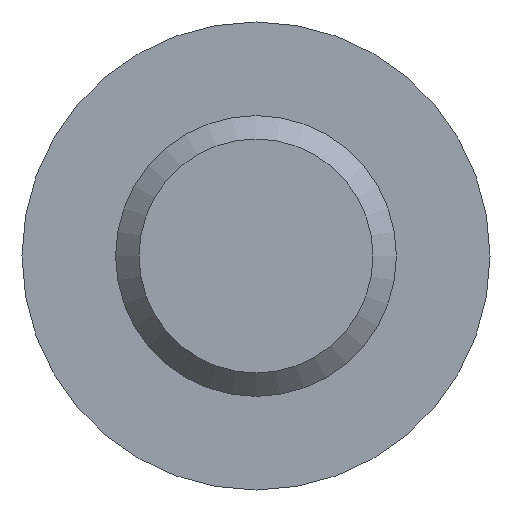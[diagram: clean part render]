
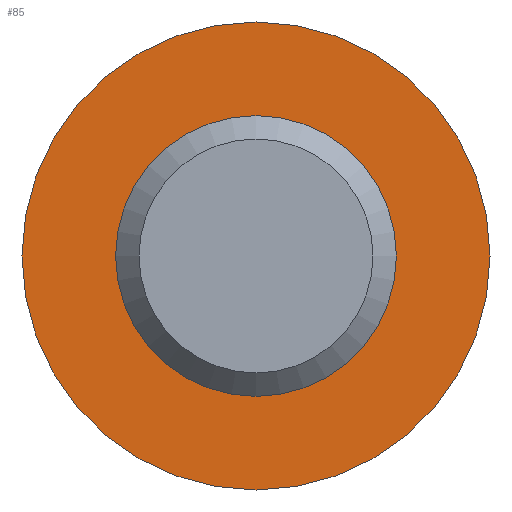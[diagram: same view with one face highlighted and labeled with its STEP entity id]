
A CAD part, front view. The second image highlights one B-rep face of the part: STEP entity #85.
In plain terms, the highlighted planar face has unit normal (0, -1, 0).
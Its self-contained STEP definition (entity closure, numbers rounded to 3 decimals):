
#12 = CIRCLE ( 'NONE', #334, 5. ) ;
#39 = CARTESIAN_POINT ( 'NONE',  ( 0., 30., 0. ) ) ;
#55 = AXIS2_PLACEMENT_3D ( 'NONE', #202, #411, #167 ) ;
#71 = CARTESIAN_POINT ( 'NONE',  ( 0., 30., -3. ) ) ;
#75 = FACE_OUTER_BOUND ( 'NONE', #231, .T. ) ;
#85 = ADVANCED_FACE ( 'NONE', ( #110, #75 ), #153, .F. ) ;
#107 = EDGE_CURVE ( 'NONE', #282, #282, #417, .T. ) ;
#110 = FACE_BOUND ( 'NONE', #408, .T. ) ;
#141 = CARTESIAN_POINT ( 'NONE',  ( 0., 30., 0. ) ) ;
#153 = PLANE ( 'NONE',  #55 ) ;
#167 = DIRECTION ( 'NONE',  ( 0., 0., 1. ) ) ;
#173 = DIRECTION ( 'NONE',  ( 0., -1., 0. ) ) ;
#202 = CARTESIAN_POINT ( 'NONE',  ( -3., 30., 0. ) ) ;
#223 = DIRECTION ( 'NONE',  ( 0., -1., 0. ) ) ;
#230 = CARTESIAN_POINT ( 'NONE',  ( 0., 30., -5. ) ) ;
#231 = EDGE_LOOP ( 'NONE', ( #540 ) ) ;
#240 = ORIENTED_EDGE ( 'NONE', *, *, #107, .F. ) ;
#282 = VERTEX_POINT ( 'NONE', #71 ) ;
#334 = AXIS2_PLACEMENT_3D ( 'NONE', #39, #173, #378 ) ;
#363 = VERTEX_POINT ( 'NONE', #230 ) ;
#378 = DIRECTION ( 'NONE',  ( 0., 0., -1. ) ) ;
#395 = DIRECTION ( 'NONE',  ( 0., 0., -1. ) ) ;
#408 = EDGE_LOOP ( 'NONE', ( #240 ) ) ;
#411 = DIRECTION ( 'NONE',  ( 0., 1., 0. ) ) ;
#417 = CIRCLE ( 'NONE', #516, 3. ) ;
#434 = EDGE_CURVE ( 'NONE', #363, #363, #12, .T. ) ;
#516 = AXIS2_PLACEMENT_3D ( 'NONE', #141, #223, #395 ) ;
#540 = ORIENTED_EDGE ( 'NONE', *, *, #434, .T. ) ;
